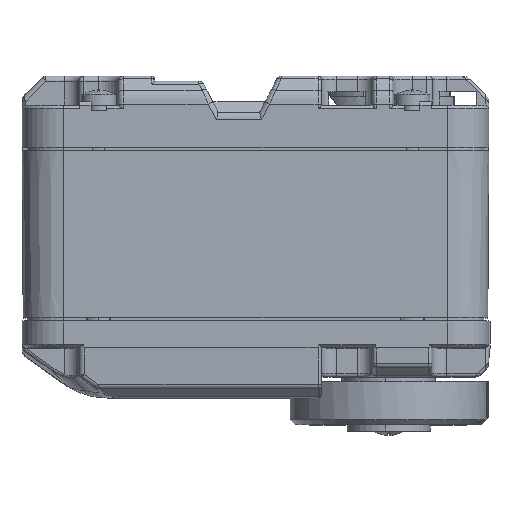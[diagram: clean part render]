
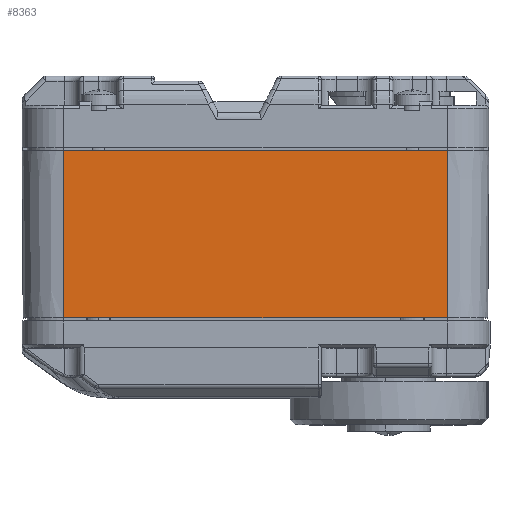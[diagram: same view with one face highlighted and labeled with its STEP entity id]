
A CAD part, top view. The second image highlights one B-rep face of the part: STEP entity #8363.
In plain terms, the highlighted planar face has unit normal (0, -0.007, 1).
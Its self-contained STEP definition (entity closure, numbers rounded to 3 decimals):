
#2664=DIRECTION('',(1.,0.,0.));
#2665=VECTOR('',#2664,37.);
#2666=CARTESIAN_POINT('',(-5.3,-0.3,
11.888));
#2667=LINE('',#2666,#2665);
#2963=DIRECTION('',(0.,1.,0.007));
#2964=VECTOR('',#2963,16.1);
#2965=CARTESIAN_POINT('',(31.7,-0.3,11.888));
#2966=LINE('',#2965,#2964);
#2967=DIRECTION('',(1.,0.,0.));
#2968=VECTOR('',#2967,37.);
#2969=CARTESIAN_POINT('',(-5.3,15.8,12.));
#2970=LINE('',#2969,#2968);
#2971=DIRECTION('',(0.,-1.,-0.007));
#2972=VECTOR('',#2971,16.1);
#2973=CARTESIAN_POINT('',(-5.3,15.8,12.));
#2974=LINE('',#2973,#2972);
#3765=CARTESIAN_POINT('',(31.7,15.8,12.));
#3766=VERTEX_POINT('',#3765);
#3767=CARTESIAN_POINT('',(-5.3,15.8,12.));
#3768=VERTEX_POINT('',#3767);
#4277=CARTESIAN_POINT('',(-5.3,-0.3,
11.888));
#4278=VERTEX_POINT('',#4277);
#4279=CARTESIAN_POINT('',(31.7,-0.3,11.888));
#4280=VERTEX_POINT('',#4279);
#8351=CARTESIAN_POINT('',(-10.949,15.8,12.));
#8352=DIRECTION('',(0.,-0.007,1.));
#8353=DIRECTION('',(1.,0.,0.));
#8354=AXIS2_PLACEMENT_3D('',#8351,#8352,#8353);
#8355=PLANE('',#8354);
#8356=ORIENTED_EDGE('',*,*,#8156,.T.);
#8357=ORIENTED_EDGE('',*,*,#8346,.F.);
#8358=ORIENTED_EDGE('',*,*,#8013,.F.);
#8360=ORIENTED_EDGE('',*,*,#8359,.F.);
#8361=EDGE_LOOP('',(#8356,#8357,#8358,#8360));
#8362=FACE_OUTER_BOUND('',#8361,.F.);
#8363=ADVANCED_FACE('',(#8362),#8355,.T.);
#8013=EDGE_CURVE('',#4278,#4280,#2667,.T.);
#8156=EDGE_CURVE('',#3768,#3766,#2970,.T.);
#8346=EDGE_CURVE('',#4280,#3766,#2966,.T.);
#8359=EDGE_CURVE('',#3768,#4278,#2974,.T.);
